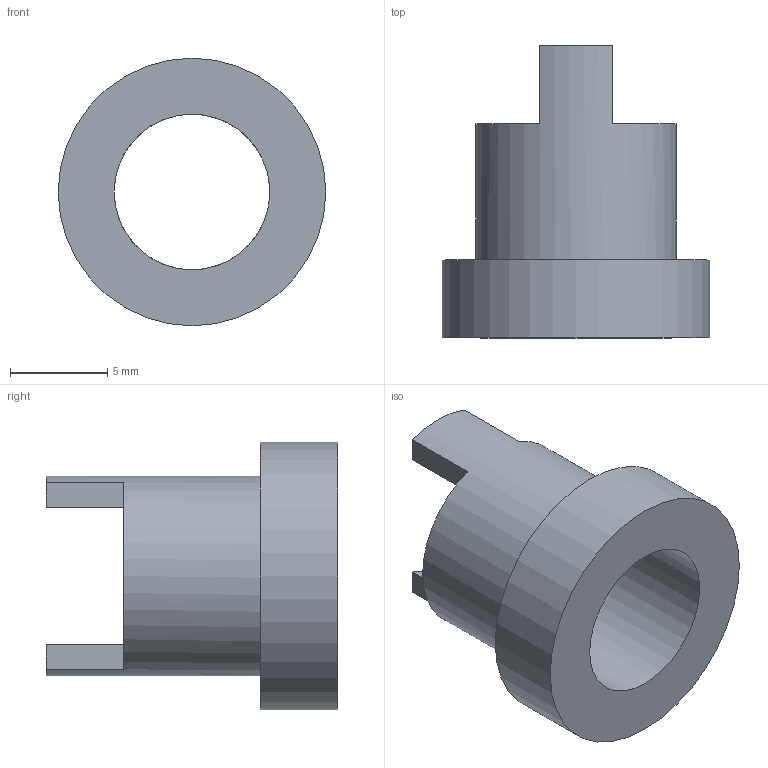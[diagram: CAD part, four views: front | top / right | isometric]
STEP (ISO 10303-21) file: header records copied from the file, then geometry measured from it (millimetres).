
FILE_DESCRIPTION(/* description */ (''),/* implementation_level */ '2;1');
FILE_NAME(/* name */ 'napinacz nakretki tr8.stp',/* time_stamp */ '2017-03-01T09:56:07+01:00',/* author */ ('Bartchez'),/* organization */ (''),/* preprocessor_version */ 'ST-DEVELOPER v16.5',/* originating_system */ 'Autodesk Inventor 2017',/* authorisation */ '');
FILE_SCHEMA (('AUTOMOTIVE_DESIGN { 1 0 10303 214 3 1 1 }'));
Length unit declared in the file: millimetre
Products named in the file (1): napinacz nakretki tr8
Bounding box: 13.75 x 15 x 13.75 mm (x, y, z)
Volume: 659.9 mm3; surface area: 954.3 mm2
Topology: 1 solids, 1 shells, 13 faces, 33 edges, 22 vertices
Faces by surface type: plane 10, cylinder 3
Full cylindrical faces by diameter (mm): 8 x1, 10.3 x1, 13.75 x1
Entity records: 400 total; most frequent: DIRECTION 68, CARTESIAN_POINT 62, ORIENTED_EDGE 56, EDGE_CURVE 28, AXIS2_PLACEMENT_3D 26, VERTEX_POINT 20, EDGE_LOOP 18, LINE 16
